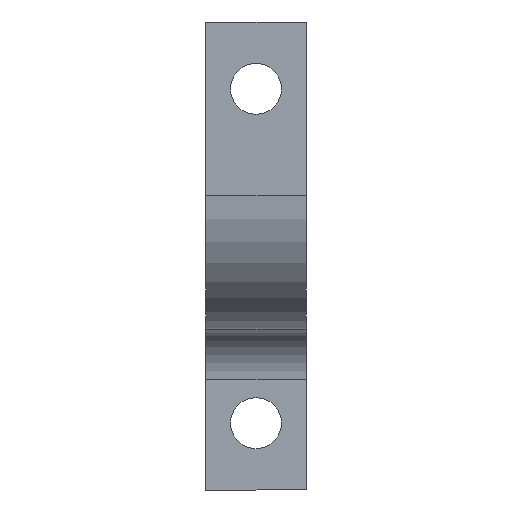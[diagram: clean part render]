
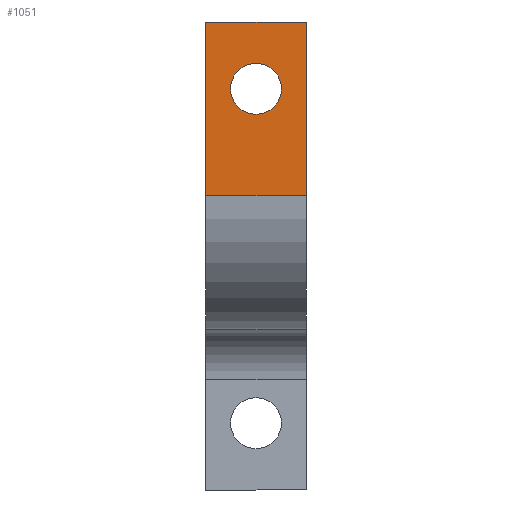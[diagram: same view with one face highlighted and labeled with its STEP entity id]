
A CAD part, left-side view. The second image highlights one B-rep face of the part: STEP entity #1051.
In plain terms, the highlighted planar face has unit normal (-1, 0, 0).
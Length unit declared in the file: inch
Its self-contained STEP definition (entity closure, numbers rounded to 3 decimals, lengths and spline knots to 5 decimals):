
#53 = VECTOR ( 'NONE', #519, 39.37008 ) ;
#90 = EDGE_CURVE ( 'NONE', #1161, #626, #671, .T. ) ;
#127 = FACE_OUTER_BOUND ( 'NONE', #1552, .T. ) ;
#132 = LINE ( 'NONE', #1093, #382 ) ;
#164 = VERTEX_POINT ( 'NONE', #338 ) ;
#338 = CARTESIAN_POINT ( 'NONE',  ( -1.0625, 0.1875, 0.72 ) ) ;
#348 = FACE_BOUND ( 'NONE', #1499, .T. ) ;
#367 = AXIS2_PLACEMENT_3D ( 'NONE', #628, #1136, #513 ) ;
#382 = VECTOR ( 'NONE', #578, 39.37008 ) ;
#513 = DIRECTION ( 'NONE',  ( 0., 0., -1. ) ) ;
#518 = PLANE ( 'NONE',  #367 ) ;
#519 = DIRECTION ( 'NONE',  ( 0., 0., 1. ) ) ;
#532 = ORIENTED_EDGE ( 'NONE', *, *, #1175, .T. ) ;
#573 = CARTESIAN_POINT ( 'NONE',  ( -1.0625, 0., 0.225 ) ) ;
#578 = DIRECTION ( 'NONE',  ( 0., 0., 1. ) ) ;
#602 = CARTESIAN_POINT ( 'NONE',  ( -1.0625, 0.375, 0.225 ) ) ;
#626 = VERTEX_POINT ( 'NONE', #954 ) ;
#628 = CARTESIAN_POINT ( 'NONE',  ( -1.0625, 0.375, 0.875 ) ) ;
#670 = ORIENTED_EDGE ( 'NONE', *, *, #90, .F. ) ;
#671 = LINE ( 'NONE', #1433, #929 ) ;
#763 = AXIS2_PLACEMENT_3D ( 'NONE', #1369, #767, #1379 ) ;
#767 = DIRECTION ( 'NONE',  ( 1., 0., 0. ) ) ;
#772 = DIRECTION ( 'NONE',  ( 1., 0., 0. ) ) ;
#806 = AXIS2_PLACEMENT_3D ( 'NONE', #1272, #772, #1026 ) ;
#856 = ORIENTED_EDGE ( 'NONE', *, *, #887, .T. ) ;
#887 = EDGE_CURVE ( 'NONE', #1009, #164, #1331, .T. ) ;
#906 = CARTESIAN_POINT ( 'NONE',  ( -1.0625, 0.375, 0.875 ) ) ;
#929 = VECTOR ( 'NONE', #1191, 39.37008 ) ;
#945 = VERTEX_POINT ( 'NONE', #573 ) ;
#954 = CARTESIAN_POINT ( 'NONE',  ( -1.0625, 0., 0.875 ) ) ;
#1009 = VERTEX_POINT ( 'NONE', #1011 ) ;
#1011 = CARTESIAN_POINT ( 'NONE',  ( -1.0625, 0.1875, 0.53 ) ) ;
#1026 = DIRECTION ( 'NONE',  ( 0., 0., -1. ) ) ;
#1051 = ADVANCED_FACE ( 'NONE', ( #348, #127 ), #518, .F. ) ;
#1093 = CARTESIAN_POINT ( 'NONE',  ( -1.0625, 0.375, 0.875 ) ) ;
#1136 = DIRECTION ( 'NONE',  ( 1., 0., 0. ) ) ;
#1145 = ORIENTED_EDGE ( 'NONE', *, *, #1486, .T. ) ;
#1161 = VERTEX_POINT ( 'NONE', #906 ) ;
#1163 = ORIENTED_EDGE ( 'NONE', *, *, #1287, .F. ) ;
#1175 = EDGE_CURVE ( 'NONE', #164, #1009, #1206, .T. ) ;
#1191 = DIRECTION ( 'NONE',  ( 0., -1., 0. ) ) ;
#1206 = CIRCLE ( 'NONE', #806, 0.095 ) ;
#1269 = VECTOR ( 'NONE', #1471, 39.37008 ) ;
#1272 = CARTESIAN_POINT ( 'NONE',  ( -1.0625, 0.1875, 0.625 ) ) ;
#1287 = EDGE_CURVE ( 'NONE', #1328, #1161, #132, .T. ) ;
#1328 = VERTEX_POINT ( 'NONE', #602 ) ;
#1331 = CIRCLE ( 'NONE', #763, 0.095 ) ;
#1336 = LINE ( 'NONE', #1493, #53 ) ;
#1369 = CARTESIAN_POINT ( 'NONE',  ( -1.0625, 0.1875, 0.625 ) ) ;
#1379 = DIRECTION ( 'NONE',  ( 0., 0., -1. ) ) ;
#1404 = ORIENTED_EDGE ( 'NONE', *, *, #1521, .T. ) ;
#1433 = CARTESIAN_POINT ( 'NONE',  ( -1.0625, 0.375, 0.875 ) ) ;
#1471 = DIRECTION ( 'NONE',  ( 0., -1., 0. ) ) ;
#1476 = CARTESIAN_POINT ( 'NONE',  ( -1.0625, 0., 0.225 ) ) ;
#1486 = EDGE_CURVE ( 'NONE', #1328, #945, #1491, .T. ) ;
#1491 = LINE ( 'NONE', #1476, #1269 ) ;
#1493 = CARTESIAN_POINT ( 'NONE',  ( -1.0625, 0., 0.875 ) ) ;
#1499 = EDGE_LOOP ( 'NONE', ( #856, #532 ) ) ;
#1521 = EDGE_CURVE ( 'NONE', #945, #626, #1336, .T. ) ;
#1552 = EDGE_LOOP ( 'NONE', ( #1163, #1145, #1404, #670 ) ) ;
